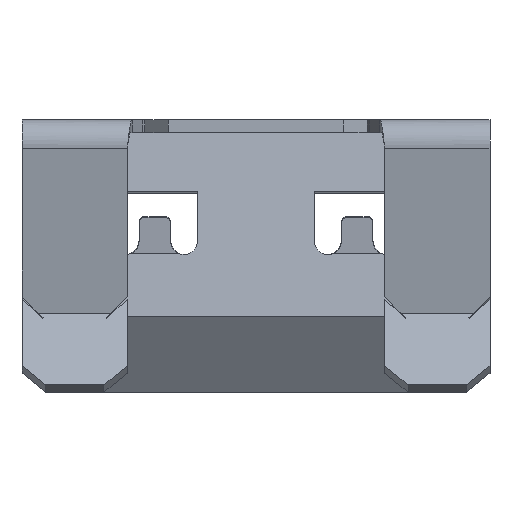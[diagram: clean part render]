
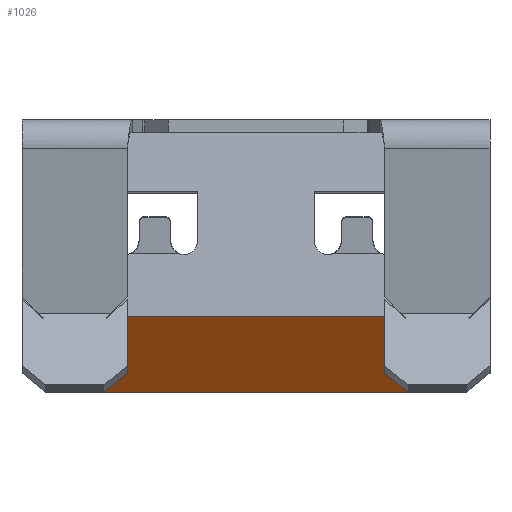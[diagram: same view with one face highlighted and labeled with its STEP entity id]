
A CAD part, front view. The second image highlights one B-rep face of the part: STEP entity #1026.
In plain terms, the highlighted planar face has unit normal (0, -0.819, -0.574).
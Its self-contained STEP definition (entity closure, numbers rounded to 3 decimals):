
#32 = LINE ( 'NONE', #4650, #423 ) ;
#33 = VECTOR ( 'NONE', #1770, 1000. ) ;
#163 = VECTOR ( 'NONE', #2801, 1000. ) ;
#191 = LINE ( 'NONE', #3447, #2468 ) ;
#194 = VECTOR ( 'NONE', #842, 1000. ) ;
#311 = VERTEX_POINT ( 'NONE', #552 ) ;
#314 = CARTESIAN_POINT ( 'NONE',  ( 18., 19.718, -17.566 ) ) ;
#315 = CARTESIAN_POINT ( 'NONE',  ( -20., 18.388, -15.666 ) ) ;
#317 = CARTESIAN_POINT ( 'NONE',  ( 20., 10.542, -4.461 ) ) ;
#325 = ORIENTED_EDGE ( 'NONE', *, *, #766, .T. ) ;
#337 = CARTESIAN_POINT ( 'NONE',  ( 18.001, 19.72, -17.568 ) ) ;
#361 = VECTOR ( 'NONE', #1159, 1000. ) ;
#392 = ORIENTED_EDGE ( 'NONE', *, *, #3576, .T. ) ;
#423 = VECTOR ( 'NONE', #3318, 1000. ) ;
#465 = VECTOR ( 'NONE', #4602, 1000. ) ;
#552 = CARTESIAN_POINT ( 'NONE',  ( 20., 18.388, -15.666 ) ) ;
#628 = CARTESIAN_POINT ( 'NONE',  ( -18., 19.719, -17.568 ) ) ;
#646 = LINE ( 'NONE', #1352, #3082 ) ;
#649 = CARTESIAN_POINT ( 'NONE',  ( 18., 23.734, -23.302 ) ) ;
#742 = B_SPLINE_CURVE_WITH_KNOTS ( 'NONE', 3,
 ( #2131, #1424, #3904, #3222, #337, #4298, #2841, #3928, #3859, #314 ),
 .UNSPECIFIED., .F., .F.,
 ( 4, 3, 3, 4 ),
 ( 0., 0., 0., 0. ),
 .UNSPECIFIED. ) ;
#766 = EDGE_CURVE ( 'NONE', #1091, #3132, #3558, .T. ) ;
#842 = DIRECTION ( 'NONE',  ( -1., 0., 0. ) ) ;
#888 = LINE ( 'NONE', #4510, #3205 ) ;
#1026 = ADVANCED_FACE ( 'NONE', ( #2067 ), #1765, .F. ) ;
#1049 = CARTESIAN_POINT ( 'NONE',  ( 18.002, 19.721, -17.569 ) ) ;
#1080 = VECTOR ( 'NONE', #4475, 1000. ) ;
#1091 = VERTEX_POINT ( 'NONE', #649 ) ;
#1118 = VERTEX_POINT ( 'NONE', #3534 ) ;
#1155 = CARTESIAN_POINT ( 'NONE',  ( -18.002, 19.721, -17.569 ) ) ;
#1159 = DIRECTION ( 'NONE',  ( 0.707, 0.406, -0.579 ) ) ;
#1282 = ORIENTED_EDGE ( 'NONE', *, *, #1704, .T. ) ;
#1295 = LINE ( 'NONE', #1731, #465 ) ;
#1306 = ORIENTED_EDGE ( 'NONE', *, *, #2717, .T. ) ;
#1350 = EDGE_LOOP ( 'NONE', ( #3357, #325, #1306, #4163, #1894, #3027, #4436, #4390, #4084, #1282, #392, #2987, #2412 ) ) ;
#1352 = CARTESIAN_POINT ( 'NONE',  ( 20., 23.734, -23.302 ) ) ;
#1360 = LINE ( 'NONE', #628, #163 ) ;
#1424 = CARTESIAN_POINT ( 'NONE',  ( 18.002, 19.72, -17.569 ) ) ;
#1579 = CARTESIAN_POINT ( 'NONE',  ( -16.959, 19.222, -16.857 ) ) ;
#1596 = CARTESIAN_POINT ( 'NONE',  ( 18.126, 19.554, -17.332 ) ) ;
#1600 = CARTESIAN_POINT ( 'NONE',  ( 18.038, 19.738, -17.594 ) ) ;
#1656 = DIRECTION ( 'NONE',  ( -0.768, 0.367, -0.524 ) ) ;
#1678 = VERTEX_POINT ( 'NONE', #4528 ) ;
#1704 = EDGE_CURVE ( 'NONE', #2262, #1118, #191, .T. ) ;
#1731 = CARTESIAN_POINT ( 'NONE',  ( 20.038, 18.361, -15.628 ) ) ;
#1744 = EDGE_CURVE ( 'NONE', #1764, #3045, #32, .T. ) ;
#1764 = VERTEX_POINT ( 'NONE', #315 ) ;
#1765 = PLANE ( 'NONE',  #4576 ) ;
#1770 = DIRECTION ( 'NONE',  ( 0.707, -0.406, 0.579 ) ) ;
#1851 = EDGE_CURVE ( 'NONE', #3632, #4255, #2273, .T. ) ;
#1892 = VECTOR ( 'NONE', #3787, 1000. ) ;
#1894 = ORIENTED_EDGE ( 'NONE', *, *, #2343, .T. ) ;
#1952 = CARTESIAN_POINT ( 'NONE',  ( 18., 19.718, -17.566 ) ) ;
#1968 = LINE ( 'NONE', #3408, #1892 ) ;
#2045 = CARTESIAN_POINT ( 'NONE',  ( 20., 22.587, -21.664 ) ) ;
#2067 = FACE_OUTER_BOUND ( 'NONE', #1350, .T. ) ;
#2113 = EDGE_CURVE ( 'NONE', #2591, #1091, #646, .T. ) ;
#2131 = CARTESIAN_POINT ( 'NONE',  ( 18.002, 19.721, -17.569 ) ) ;
#2262 = VERTEX_POINT ( 'NONE', #1155 ) ;
#2273 = LINE ( 'NONE', #2627, #194 ) ;
#2343 = EDGE_CURVE ( 'NONE', #4204, #4024, #888, .T. ) ;
#2357 = DIRECTION ( 'NONE',  ( -0.768, -0.367, 0.524 ) ) ;
#2412 = ORIENTED_EDGE ( 'NONE', *, *, #4464, .T. ) ;
#2418 = LINE ( 'NONE', #4214, #1080 ) ;
#2462 = DIRECTION ( 'NONE',  ( 1., 0., 0. ) ) ;
#2468 = VECTOR ( 'NONE', #1656, 1000. ) ;
#2478 = EDGE_CURVE ( 'NONE', #311, #4204, #1295, .T. ) ;
#2511 = CARTESIAN_POINT ( 'NONE',  ( 18., 23.734, -23.302 ) ) ;
#2546 = B_SPLINE_CURVE_WITH_KNOTS ( 'NONE', 3,
 ( #1952, #1596, #3037, #4470 ),
 .UNSPECIFIED., .F., .F.,
 ( 4, 4 ),
 ( 0., 0.001 ),
 .UNSPECIFIED. ) ;
#2591 = VERTEX_POINT ( 'NONE', #4333 ) ;
#2627 = CARTESIAN_POINT ( 'NONE',  ( 20., 19.222, -16.857 ) ) ;
#2717 = EDGE_CURVE ( 'NONE', #3132, #311, #2418, .T. ) ;
#2801 = DIRECTION ( 'NONE',  ( -0.768, 0.367, -0.524 ) ) ;
#2841 = CARTESIAN_POINT ( 'NONE',  ( 18.001, 19.719, -17.567 ) ) ;
#2864 = EDGE_CURVE ( 'NONE', #4255, #2262, #1360, .T. ) ;
#2987 = ORIENTED_EDGE ( 'NONE', *, *, #1744, .T. ) ;
#3027 = ORIENTED_EDGE ( 'NONE', *, *, #3263, .T. ) ;
#3037 = CARTESIAN_POINT ( 'NONE',  ( 18.251, 19.39, -17.097 ) ) ;
#3045 = VERTEX_POINT ( 'NONE', #4030 ) ;
#3082 = VECTOR ( 'NONE', #3221, 1000. ) ;
#3132 = VERTEX_POINT ( 'NONE', #2045 ) ;
#3205 = VECTOR ( 'NONE', #2357, 1000. ) ;
#3221 = DIRECTION ( 'NONE',  ( 1., 0., 0. ) ) ;
#3222 = CARTESIAN_POINT ( 'NONE',  ( 18.002, 19.72, -17.569 ) ) ;
#3232 = EDGE_CURVE ( 'NONE', #1678, #3632, #2546, .T. ) ;
#3263 = EDGE_CURVE ( 'NONE', #4024, #1678, #742, .T. ) ;
#3318 = DIRECTION ( 'NONE',  ( 0., 0.574, -0.819 ) ) ;
#3320 = LINE ( 'NONE', #4373, #361 ) ;
#3357 = ORIENTED_EDGE ( 'NONE', *, *, #2113, .T. ) ;
#3408 = CARTESIAN_POINT ( 'NONE',  ( -20.038, 18.361, -15.628 ) ) ;
#3447 = CARTESIAN_POINT ( 'NONE',  ( -18., 19.719, -17.568 ) ) ;
#3534 = CARTESIAN_POINT ( 'NONE',  ( -18.038, 19.738, -17.594 ) ) ;
#3558 = LINE ( 'NONE', #2511, #33 ) ;
#3576 = EDGE_CURVE ( 'NONE', #1118, #1764, #1968, .T. ) ;
#3632 = VERTEX_POINT ( 'NONE', #4266 ) ;
#3787 = DIRECTION ( 'NONE',  ( -0.64, -0.441, 0.629 ) ) ;
#3859 = CARTESIAN_POINT ( 'NONE',  ( 18., 19.719, -17.567 ) ) ;
#3904 = CARTESIAN_POINT ( 'NONE',  ( 18.002, 19.72, -17.569 ) ) ;
#3928 = CARTESIAN_POINT ( 'NONE',  ( 18., 19.719, -17.567 ) ) ;
#4024 = VERTEX_POINT ( 'NONE', #1049 ) ;
#4030 = CARTESIAN_POINT ( 'NONE',  ( -20., 22.587, -21.664 ) ) ;
#4084 = ORIENTED_EDGE ( 'NONE', *, *, #2864, .T. ) ;
#4163 = ORIENTED_EDGE ( 'NONE', *, *, #2478, .T. ) ;
#4204 = VERTEX_POINT ( 'NONE', #1600 ) ;
#4214 = CARTESIAN_POINT ( 'NONE',  ( 20., 10.542, -4.461 ) ) ;
#4231 = DIRECTION ( 'NONE',  ( 0., 0.819, 0.574 ) ) ;
#4255 = VERTEX_POINT ( 'NONE', #1579 ) ;
#4266 = CARTESIAN_POINT ( 'NONE',  ( 18.362, 19.222, -16.857 ) ) ;
#4298 = CARTESIAN_POINT ( 'NONE',  ( 18.001, 19.719, -17.568 ) ) ;
#4333 = CARTESIAN_POINT ( 'NONE',  ( -18., 23.734, -23.302 ) ) ;
#4373 = CARTESIAN_POINT ( 'NONE',  ( -20., 22.587, -21.664 ) ) ;
#4390 = ORIENTED_EDGE ( 'NONE', *, *, #1851, .T. ) ;
#4436 = ORIENTED_EDGE ( 'NONE', *, *, #3232, .T. ) ;
#4464 = EDGE_CURVE ( 'NONE', #3045, #2591, #3320, .T. ) ;
#4470 = CARTESIAN_POINT ( 'NONE',  ( 18.362, 19.222, -16.857 ) ) ;
#4475 = DIRECTION ( 'NONE',  ( 0., -0.574, 0.819 ) ) ;
#4510 = CARTESIAN_POINT ( 'NONE',  ( 18., 19.719, -17.568 ) ) ;
#4528 = CARTESIAN_POINT ( 'NONE',  ( 18., 19.718, -17.566 ) ) ;
#4576 = AXIS2_PLACEMENT_3D ( 'NONE', #317, #4231, #2462 ) ;
#4602 = DIRECTION ( 'NONE',  ( -0.64, 0.441, -0.629 ) ) ;
#4650 = CARTESIAN_POINT ( 'NONE',  ( -20., 23.734, -23.302 ) ) ;
